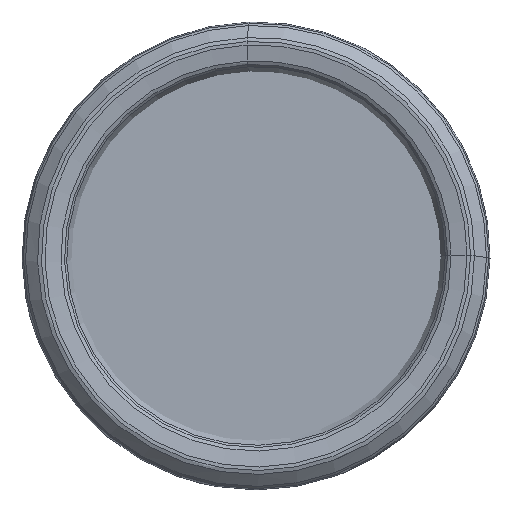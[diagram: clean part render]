
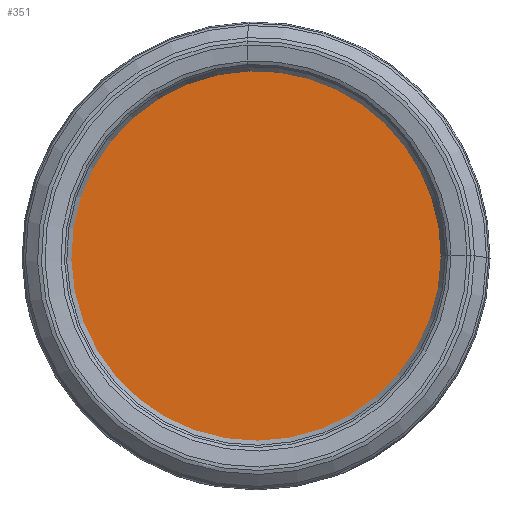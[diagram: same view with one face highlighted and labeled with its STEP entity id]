
A CAD part, left-side view. The second image highlights one B-rep face of the part: STEP entity #351.
In plain terms, the highlighted planar face has unit normal (-1, 0, 0).
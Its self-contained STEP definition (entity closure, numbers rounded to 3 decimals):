
#128=PLANE('',#1137);
#351=ADVANCED_FACE('',(#437),#128,.F.);
#437=FACE_OUTER_BOUND('',#523,.T.);
#523=EDGE_LOOP('',(#813));
#601=CIRCLE('',#1135,64.437);
#813=ORIENTED_EDGE('',*,*,#983,.T.);
#877=VERTEX_POINT('',#2237);
#983=EDGE_CURVE('',#877,#877,#601,.T.);
#1135=AXIS2_PLACEMENT_3D('',#2236,#1360,#1361);
#1137=AXIS2_PLACEMENT_3D('',#2239,#1364,#1365);
#1360=DIRECTION('',(-1.,0.,0.));
#1361=DIRECTION('',(0.,0.,1.));
#1364=DIRECTION('',(1.,0.,0.));
#1365=DIRECTION('',(0.,0.,-1.));
#2236=CARTESIAN_POINT('',(5.5,0.,0.));
#2237=CARTESIAN_POINT('',(5.5,0.,64.437));
#2239=CARTESIAN_POINT('',(5.5,50.5,0.));
